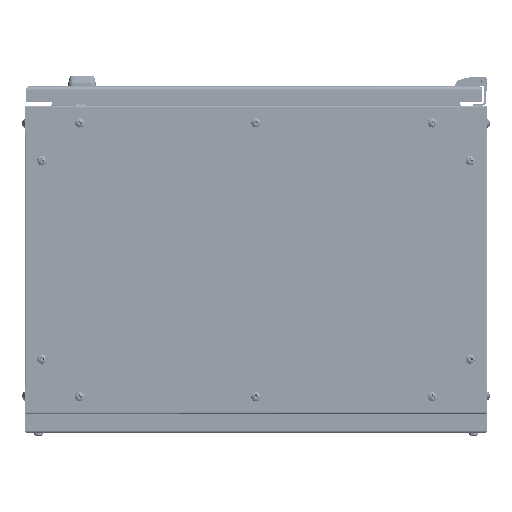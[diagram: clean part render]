
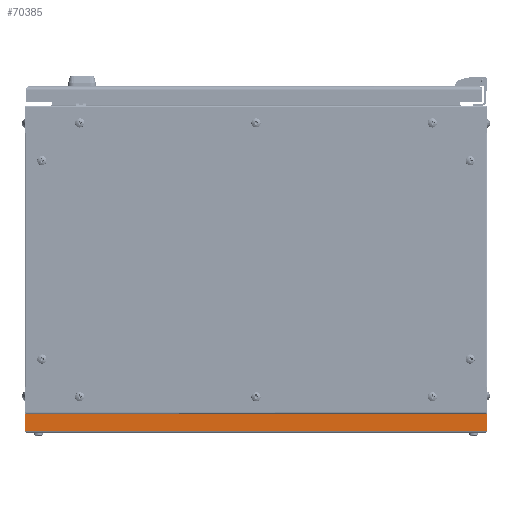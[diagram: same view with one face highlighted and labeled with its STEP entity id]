
A CAD part, front view. The second image highlights one B-rep face of the part: STEP entity #70385.
In plain terms, the highlighted planar face has unit normal (0, -1, 0).
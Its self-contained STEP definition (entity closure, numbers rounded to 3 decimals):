
#535 = VECTOR ( 'NONE', #58130, 1000. ) ;
#1828 = DIRECTION ( 'NONE',  ( 0., 0., 1. ) ) ;
#7972 = ORIENTED_EDGE ( 'NONE', *, *, #107159, .T. ) ;
#10293 = CARTESIAN_POINT ( 'NONE',  ( 0., 0., 23. ) ) ;
#20358 = VERTEX_POINT ( 'NONE', #71008 ) ;
#22337 = LINE ( 'NONE', #102342, #109251 ) ;
#32522 = EDGE_LOOP ( 'NONE', ( #91652, #7972, #57085, #132124 ) ) ;
#33238 = DIRECTION ( 'NONE',  ( 0., 1., 0. ) ) ;
#38396 = CARTESIAN_POINT ( 'NONE',  ( 0., 0., 1. ) ) ;
#41220 = CARTESIAN_POINT ( 'NONE',  ( 1.141, 0., 1. ) ) ;
#43741 = CARTESIAN_POINT ( 'NONE',  ( 0., 0., 0. ) ) ;
#45235 = EDGE_CURVE ( 'NONE', #143939, #20358, #93277, .T. ) ;
#53411 = VECTOR ( 'NONE', #85500, 1000. ) ;
#57085 = ORIENTED_EDGE ( 'NONE', *, *, #45235, .T. ) ;
#57473 = DIRECTION ( 'NONE',  ( 0., 0., 1. ) ) ;
#57888 = PLANE ( 'NONE',  #67440 ) ;
#58130 = DIRECTION ( 'NONE',  ( -1., 0., 0. ) ) ;
#60991 = CARTESIAN_POINT ( 'NONE',  ( 598.859, 0., 23. ) ) ;
#67383 = VERTEX_POINT ( 'NONE', #41220 ) ;
#67440 = AXIS2_PLACEMENT_3D ( 'NONE', #43741, #33238, #90086 ) ;
#70385 = ADVANCED_FACE ( 'NONE', ( #91546 ), #57888, .F. ) ;
#71008 = CARTESIAN_POINT ( 'NONE',  ( 1.141, 0., 23. ) ) ;
#74265 = LINE ( 'NONE', #38396, #53411 ) ;
#85500 = DIRECTION ( 'NONE',  ( -1., 0., 0. ) ) ;
#90086 = DIRECTION ( 'NONE',  ( 0., 0., 1. ) ) ;
#91546 = FACE_OUTER_BOUND ( 'NONE', #32522, .T. ) ;
#91652 = ORIENTED_EDGE ( 'NONE', *, *, #116764, .F. ) ;
#92322 = CARTESIAN_POINT ( 'NONE',  ( 1.141, 0., 1. ) ) ;
#93277 = LINE ( 'NONE', #10293, #535 ) ;
#102342 = CARTESIAN_POINT ( 'NONE',  ( 598.859, 0., 1. ) ) ;
#107159 = EDGE_CURVE ( 'NONE', #126260, #143939, #22337, .T. ) ;
#109251 = VECTOR ( 'NONE', #57473, 1000. ) ;
#116764 = EDGE_CURVE ( 'NONE', #126260, #67383, #74265, .T. ) ;
#125889 = CARTESIAN_POINT ( 'NONE',  ( 598.859, 0., 1. ) ) ;
#126260 = VERTEX_POINT ( 'NONE', #125889 ) ;
#129097 = EDGE_CURVE ( 'NONE', #67383, #20358, #139388, .T. ) ;
#132124 = ORIENTED_EDGE ( 'NONE', *, *, #129097, .F. ) ;
#139045 = VECTOR ( 'NONE', #1828, 1000. ) ;
#139388 = LINE ( 'NONE', #92322, #139045 ) ;
#143939 = VERTEX_POINT ( 'NONE', #60991 ) ;
